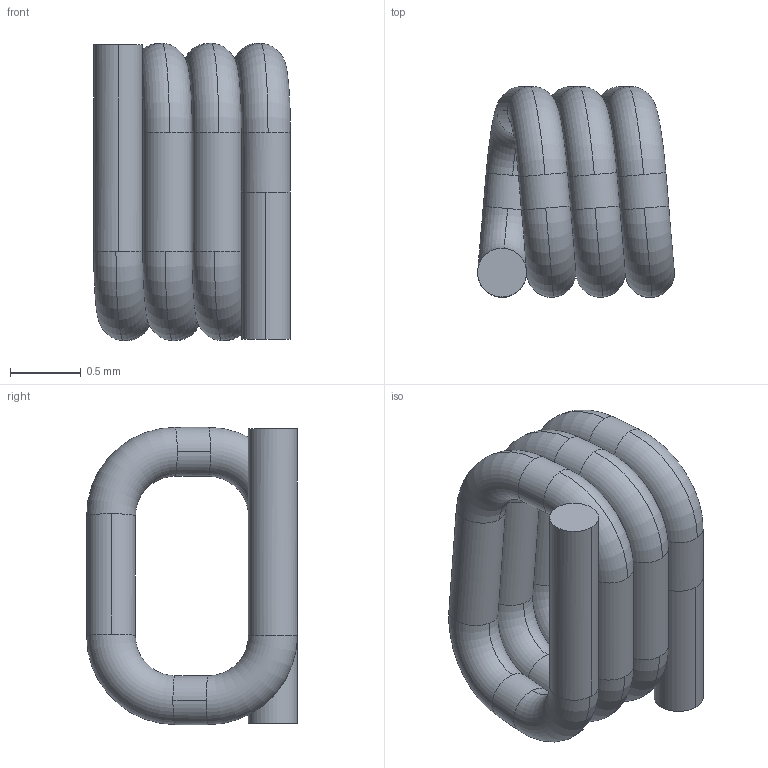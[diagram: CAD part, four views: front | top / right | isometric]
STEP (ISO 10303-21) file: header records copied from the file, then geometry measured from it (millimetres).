
FILE_DESCRIPTION (( 'STEP AP214' ), '1' );
FILE_NAME ('Coilcraft-0806SQ-6N0.STEP', '2014-05-16T09:45:09', ( 'Windows User' ), ( '' ), 'SwSTEP 2.0', 'SolidWorks 2014', '' );
FILE_SCHEMA (( 'AUTOMOTIVE_DESIGN' ));
Length unit declared in the file: millimetre
Products named in the file (1): Coilcraft-0806SQ-6N0
Bounding box: 1.39 x 1.49 x 2.1 mm (x, y, z)
Volume: 1.6 mm3; surface area: 19.1 mm2
Topology: 2 solids, 2 shells, 56 faces, 164 edges, 112 vertices
Faces by surface type: cylinder 28, torus 24, plane 4
Entity records: 3069 total; most frequent: CARTESIAN_POINT 783, DIRECTION 398, ORIENTED_EDGE 328, AXIS2_PLACEMENT_3D 185, EDGE_CURVE 164, CIRCLE 128, VERTEX_POINT 112, EDGE_LOOP 64
